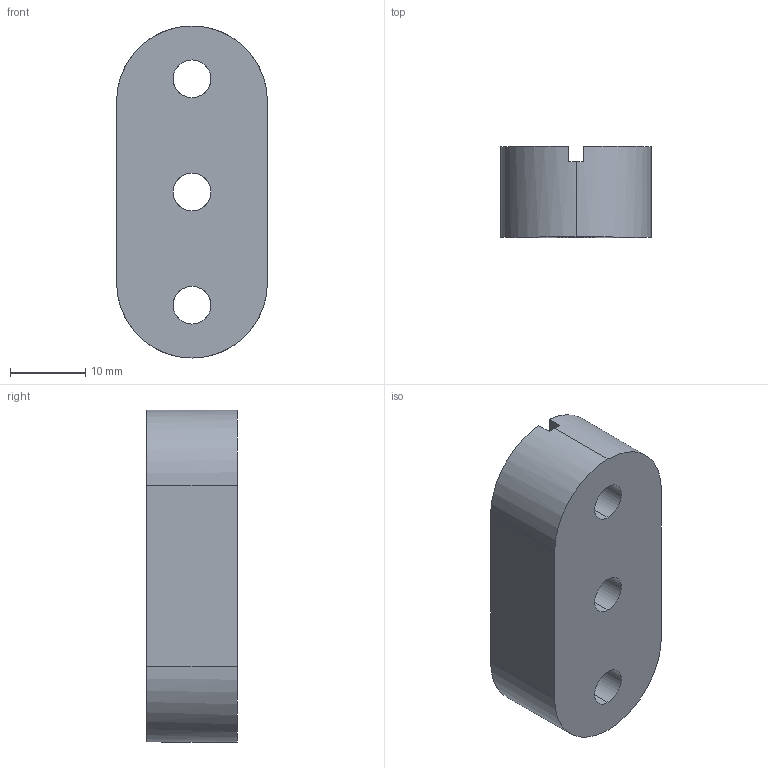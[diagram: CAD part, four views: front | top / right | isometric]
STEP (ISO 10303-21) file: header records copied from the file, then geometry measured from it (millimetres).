
FILE_DESCRIPTION (( 'STEP AP214' ), '1' );
FILE_NAME ('Kinematic coupling - TOP.STEP', '2018-07-30T03:55:15', ( '' ), ( '' ), 'SwSTEP 2.0', 'SolidWorks 2017', '' );
FILE_SCHEMA (( 'AUTOMOTIVE_DESIGN' ));
Length unit declared in the file: millimetre
Products named in the file (1): Kinematic coupling - TOP
Bounding box: 20 x 12 x 44 mm (x, y, z)
Volume: 8705.5 mm3; surface area: 3453.9 mm2
Topology: 1 solids, 1 shells, 27 faces, 84 edges, 56 vertices
Faces by surface type: plane 17, cylinder 10
Entity records: 1066 total; most frequent: DIRECTION 176, CARTESIAN_POINT 168, ORIENTED_EDGE 168, EDGE_CURVE 84, AXIS2_PLACEMENT_3D 64, VERTEX_POINT 56, VECTOR 48, LINE 48
